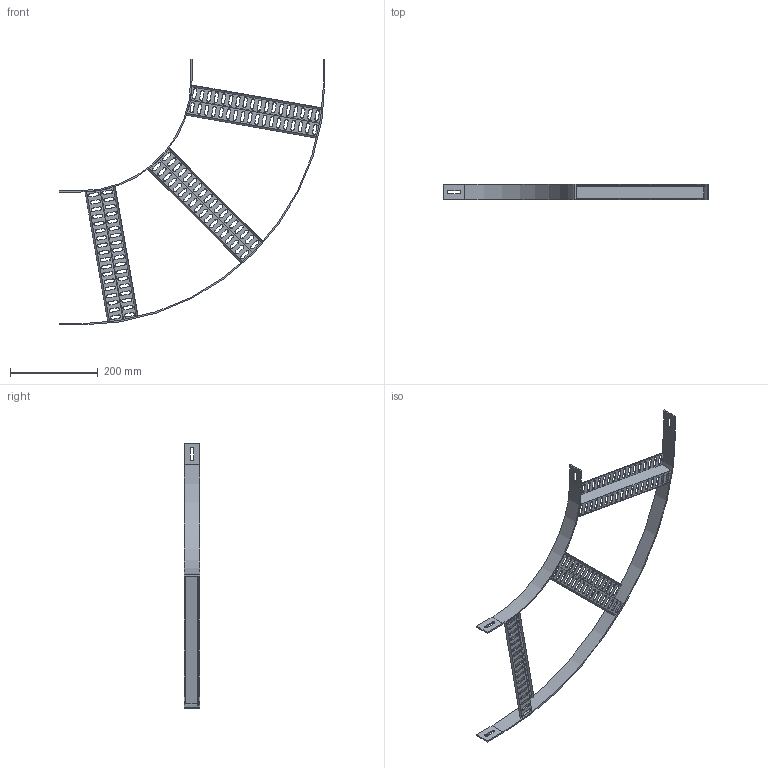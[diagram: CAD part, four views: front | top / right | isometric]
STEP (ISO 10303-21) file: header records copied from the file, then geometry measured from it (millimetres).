
FILE_DESCRIPTION (( 'STEP AP214' ), '1' );
FILE_NAME ('7099226.stp', '2019-06-06T12:28:23', ( '' ), ( '' ), 'SwSTEP 2.0', 'SolidWorks 2018', '' );
FILE_SCHEMA (( 'AUTOMOTIVE_DESIGN' ));
Length unit declared in the file: millimetre
Products named in the file (4): 014682_R250 Innenholm; 014682_R553 Holm; 7099226; 014683_Z-Sprosse-300
Assembly tree (5 placements, depth 2):
  7099226
    014682_R553 Holm
    014682_R250 Innenholm
    014683_Z-Sprosse-300  x3
Bounding box: 606 x 35 x 606 mm (x, y, z)
Volume: 225206.4 mm3; surface area: 266146.8 mm2
Topology: 5 solids, 5 shells, 1008 faces, 2546 edges, 1548 vertices
Faces by surface type: plane 500, cylinder 244, cone 216, bspline 48
Entity records: 11712 total; most frequent: CARTESIAN_POINT 2590, DIRECTION 1854, ORIENTED_EDGE 1852, EDGE_CURVE 926, VECTOR 622, LINE 622, AXIS2_PLACEMENT_3D 616, VERTEX_POINT 564
